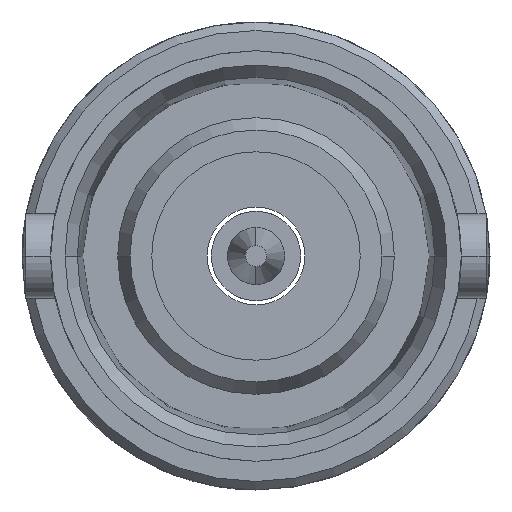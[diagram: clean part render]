
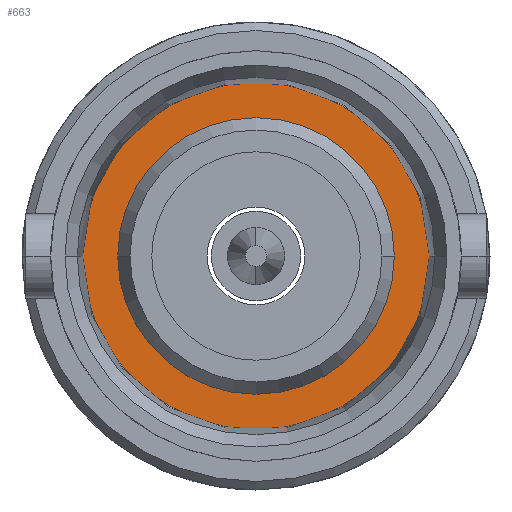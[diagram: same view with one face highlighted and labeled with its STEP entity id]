
A CAD part, left-side view. The second image highlights one B-rep face of the part: STEP entity #663.
In plain terms, the highlighted planar face has unit normal (-1, 0, 0).
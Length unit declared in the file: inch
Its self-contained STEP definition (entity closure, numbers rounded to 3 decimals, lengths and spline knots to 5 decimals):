
#39 = EDGE_CURVE ( 'NONE', #1053, #1336, #1519, .T. ) ;
#211 = AXIS2_PLACEMENT_3D ( 'NONE', #2709, #1677, #2961 ) ;
#414 = DIRECTION ( 'NONE',  ( 0., -1., 0. ) ) ;
#539 = CARTESIAN_POINT ( 'NONE',  ( 0.62992, 0., 0. ) ) ;
#663 = ADVANCED_FACE ( 'NONE', ( #1936, #932 ), #3108, .T. ) ;
#792 = CIRCLE ( 'NONE', #2174, 0.16043 ) ;
#932 = FACE_OUTER_BOUND ( 'NONE', #1419, .T. ) ;
#933 = VERTEX_POINT ( 'NONE', #1055 ) ;
#992 = CARTESIAN_POINT ( 'NONE',  ( 0.62992, -0.16043, 0. ) ) ;
#995 = DIRECTION ( 'NONE',  ( 0., 1., 0. ) ) ;
#1033 = EDGE_CURVE ( 'NONE', #1325, #933, #2501, .T. ) ;
#1053 = VERTEX_POINT ( 'NONE', #1678 ) ;
#1055 = CARTESIAN_POINT ( 'NONE',  ( 0.62992, 0.12795, 0. ) ) ;
#1056 = ORIENTED_EDGE ( 'NONE', *, *, #39, .T. ) ;
#1161 = DIRECTION ( 'NONE',  ( 0., 1., 0. ) ) ;
#1175 = EDGE_CURVE ( 'NONE', #933, #1325, #1531, .T. ) ;
#1203 = ORIENTED_EDGE ( 'NONE', *, *, #1175, .F. ) ;
#1325 = VERTEX_POINT ( 'NONE', #1516 ) ;
#1336 = VERTEX_POINT ( 'NONE', #992 ) ;
#1419 = EDGE_LOOP ( 'NONE', ( #1056, #3255 ) ) ;
#1516 = CARTESIAN_POINT ( 'NONE',  ( 0.62992, -0.12795, 0. ) ) ;
#1519 = CIRCLE ( 'NONE', #1581, 0.16043 ) ;
#1531 = CIRCLE ( 'NONE', #2015, 0.12795 ) ;
#1543 = DIRECTION ( 'NONE',  ( -1., 0., 0. ) ) ;
#1581 = AXIS2_PLACEMENT_3D ( 'NONE', #539, #1543, #995 ) ;
#1677 = DIRECTION ( 'NONE',  ( -1., 0., 0. ) ) ;
#1678 = CARTESIAN_POINT ( 'NONE',  ( 0.62992, 0.16043, 0. ) ) ;
#1916 = CARTESIAN_POINT ( 'NONE',  ( 0.62992, 0., 0. ) ) ;
#1936 = FACE_BOUND ( 'NONE', #2328, .T. ) ;
#1968 = DIRECTION ( 'NONE',  ( 1., 0., 0. ) ) ;
#2012 = CARTESIAN_POINT ( 'NONE',  ( 0.62992, 0., 0. ) ) ;
#2015 = AXIS2_PLACEMENT_3D ( 'NONE', #1916, #2942, #1161 ) ;
#2174 = AXIS2_PLACEMENT_3D ( 'NONE', #2012, #1968, #2214 ) ;
#2214 = DIRECTION ( 'NONE',  ( 0., 1., 0. ) ) ;
#2238 = ORIENTED_EDGE ( 'NONE', *, *, #1033, .F. ) ;
#2328 = EDGE_LOOP ( 'NONE', ( #2238, #1203 ) ) ;
#2418 = EDGE_CURVE ( 'NONE', #1053, #1336, #792, .T. ) ;
#2501 = CIRCLE ( 'NONE', #3186, 0.12795 ) ;
#2664 = DIRECTION ( 'NONE',  ( -1., 0., 0. ) ) ;
#2709 = CARTESIAN_POINT ( 'NONE',  ( 0.62992, 0., 0. ) ) ;
#2898 = CARTESIAN_POINT ( 'NONE',  ( 0.62992, 0., 0. ) ) ;
#2942 = DIRECTION ( 'NONE',  ( -1., 0., 0. ) ) ;
#2961 = DIRECTION ( 'NONE',  ( 0., 0., 1. ) ) ;
#3108 = PLANE ( 'NONE',  #211 ) ;
#3186 = AXIS2_PLACEMENT_3D ( 'NONE', #2898, #2664, #414 ) ;
#3255 = ORIENTED_EDGE ( 'NONE', *, *, #2418, .F. ) ;
